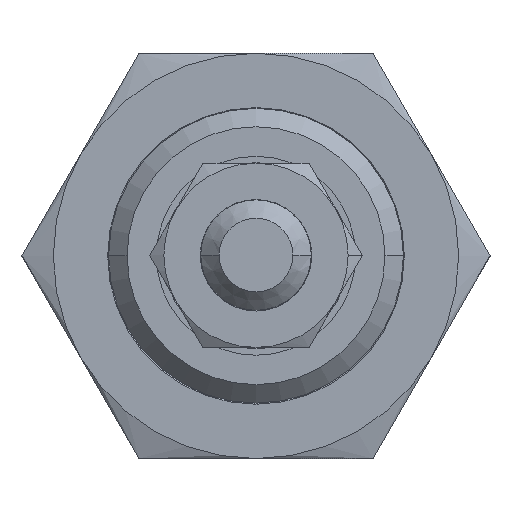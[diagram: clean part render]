
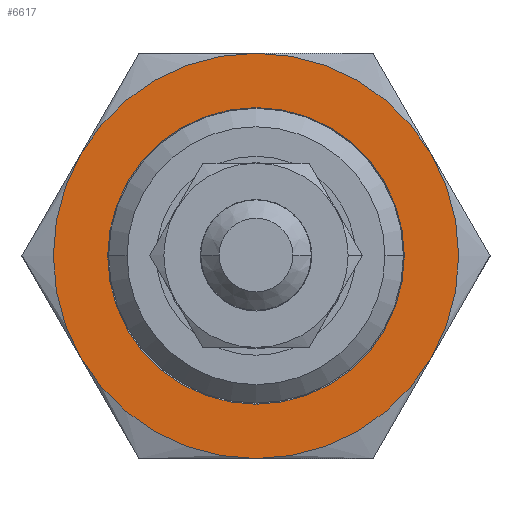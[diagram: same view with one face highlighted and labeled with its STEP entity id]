
A CAD part, top view. The second image highlights one B-rep face of the part: STEP entity #6617.
In plain terms, the highlighted planar face has unit normal (0, 0, 1).
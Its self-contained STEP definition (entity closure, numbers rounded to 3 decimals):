
#195 = CARTESIAN_POINT ( 'NONE',  ( -9.526, -5.5, 464.5 ) ) ;
#315 = CARTESIAN_POINT ( 'NONE',  ( 0., -11., 464.5 ) ) ;
#424 = AXIS2_PLACEMENT_3D ( 'NONE', #3125, #10223, #2118 ) ;
#620 = AXIS2_PLACEMENT_3D ( 'NONE', #11668, #10776, #10603 ) ;
#852 = DIRECTION ( 'NONE',  ( 0.866, 0.5, 0. ) ) ;
#906 = CARTESIAN_POINT ( 'NONE',  ( 0., 0., 464.5 ) ) ;
#1243 = EDGE_CURVE ( 'NONE', #8355, #10642, #8987, .T. ) ;
#1719 = CARTESIAN_POINT ( 'NONE',  ( 9.526, -5.5, 464.5 ) ) ;
#1742 = DIRECTION ( 'NONE',  ( 0.866, 0.5, 0. ) ) ;
#1779 = EDGE_LOOP ( 'NONE', ( #8402, #8858 ) ) ;
#1819 = EDGE_CURVE ( 'NONE', #10464, #8355, #4285, .T. ) ;
#1968 = CARTESIAN_POINT ( 'NONE',  ( 0., 0., 464.5 ) ) ;
#2100 = CARTESIAN_POINT ( 'NONE',  ( 0., 0., 464.5 ) ) ;
#2118 = DIRECTION ( 'NONE',  ( 0.866, 0.5, 0. ) ) ;
#2339 = DIRECTION ( 'NONE',  ( 0., 0., -1. ) ) ;
#2607 = FACE_BOUND ( 'NONE', #1779, .T. ) ;
#2884 = CIRCLE ( 'NONE', #11383, 11. ) ;
#2905 = CIRCLE ( 'NONE', #11025, 8.05 ) ;
#2907 = EDGE_CURVE ( 'NONE', #10688, #4022, #10898, .T. ) ;
#2943 = DIRECTION ( 'NONE',  ( 0., 0., -1. ) ) ;
#2974 = VERTEX_POINT ( 'NONE', #9512 ) ;
#3070 = ORIENTED_EDGE ( 'NONE', *, *, #6101, .F. ) ;
#3125 = CARTESIAN_POINT ( 'NONE',  ( 0., 0., 464.5 ) ) ;
#3824 = AXIS2_PLACEMENT_3D ( 'NONE', #2100, #2943, #5707 ) ;
#3886 = CARTESIAN_POINT ( 'NONE',  ( -9.526, 5.5, 464.5 ) ) ;
#4022 = VERTEX_POINT ( 'NONE', #3886 ) ;
#4285 = CIRCLE ( 'NONE', #9762, 11. ) ;
#4371 = AXIS2_PLACEMENT_3D ( 'NONE', #906, #6345, #852 ) ;
#4527 = CARTESIAN_POINT ( 'NONE',  ( 0., 0., 464.5 ) ) ;
#4630 = VERTEX_POINT ( 'NONE', #10437 ) ;
#4658 = AXIS2_PLACEMENT_3D ( 'NONE', #5827, #2339, #8952 ) ;
#5502 = CIRCLE ( 'NONE', #424, 11. ) ;
#5707 = DIRECTION ( 'NONE',  ( 0.866, 0.5, 0. ) ) ;
#5827 = CARTESIAN_POINT ( 'NONE',  ( 0., 0., 464.5 ) ) ;
#6101 = EDGE_CURVE ( 'NONE', #2974, #10464, #5502, .T. ) ;
#6345 = DIRECTION ( 'NONE',  ( 0., 0., -1. ) ) ;
#6407 = ORIENTED_EDGE ( 'NONE', *, *, #6548, .F. ) ;
#6525 = DIRECTION ( 'NONE',  ( 0.866, 0.5, 0. ) ) ;
#6548 = EDGE_CURVE ( 'NONE', #4022, #2974, #8923, .T. ) ;
#6617 = ADVANCED_FACE ( 'NONE', ( #2607, #7999 ), #8058, .F. ) ;
#6758 = ORIENTED_EDGE ( 'NONE', *, *, #1243, .F. ) ;
#7240 = DIRECTION ( 'NONE',  ( 0., 0., -1. ) ) ;
#7241 = ORIENTED_EDGE ( 'NONE', *, *, #2907, .F. ) ;
#7869 = DIRECTION ( 'NONE',  ( 0.866, 0.5, 0. ) ) ;
#7919 = CARTESIAN_POINT ( 'NONE',  ( 0., 0., 464.5 ) ) ;
#7999 = FACE_OUTER_BOUND ( 'NONE', #10012, .T. ) ;
#8058 = PLANE ( 'NONE',  #620 ) ;
#8071 = DIRECTION ( 'NONE',  ( 0.866, 0.5, 0. ) ) ;
#8134 = VERTEX_POINT ( 'NONE', #10198 ) ;
#8338 = EDGE_CURVE ( 'NONE', #4630, #8134, #8905, .T. ) ;
#8355 = VERTEX_POINT ( 'NONE', #1719 ) ;
#8402 = ORIENTED_EDGE ( 'NONE', *, *, #9704, .T. ) ;
#8858 = ORIENTED_EDGE ( 'NONE', *, *, #8338, .T. ) ;
#8882 = CARTESIAN_POINT ( 'NONE',  ( 9.526, 5.5, 464.5 ) ) ;
#8905 = CIRCLE ( 'NONE', #4371, 8.05 ) ;
#8923 = CIRCLE ( 'NONE', #3824, 11. ) ;
#8952 = DIRECTION ( 'NONE',  ( 0.866, 0.5, 0. ) ) ;
#8987 = CIRCLE ( 'NONE', #11634, 11. ) ;
#9302 = ORIENTED_EDGE ( 'NONE', *, *, #1819, .F. ) ;
#9316 = DIRECTION ( 'NONE',  ( 0., 0., -1. ) ) ;
#9512 = CARTESIAN_POINT ( 'NONE',  ( 0., 11., 464.5 ) ) ;
#9704 = EDGE_CURVE ( 'NONE', #8134, #4630, #2905, .T. ) ;
#9762 = AXIS2_PLACEMENT_3D ( 'NONE', #11026, #9316, #6525 ) ;
#9852 = DIRECTION ( 'NONE',  ( 0., 0., -1. ) ) ;
#10012 = EDGE_LOOP ( 'NONE', ( #9302, #3070, #6407, #7241, #11127, #6758 ) ) ;
#10078 = EDGE_CURVE ( 'NONE', #10642, #10688, #2884, .T. ) ;
#10198 = CARTESIAN_POINT ( 'NONE',  ( -6.972, -4.025, 464.5 ) ) ;
#10223 = DIRECTION ( 'NONE',  ( 0., 0., -1. ) ) ;
#10437 = CARTESIAN_POINT ( 'NONE',  ( 6.972, 4.025, 464.5 ) ) ;
#10464 = VERTEX_POINT ( 'NONE', #8882 ) ;
#10603 = DIRECTION ( 'NONE',  ( 0.866, 0.5, 0. ) ) ;
#10642 = VERTEX_POINT ( 'NONE', #315 ) ;
#10688 = VERTEX_POINT ( 'NONE', #195 ) ;
#10709 = DIRECTION ( 'NONE',  ( 0., 0., -1. ) ) ;
#10776 = DIRECTION ( 'NONE',  ( 0., 0., -1. ) ) ;
#10898 = CIRCLE ( 'NONE', #4658, 11. ) ;
#11025 = AXIS2_PLACEMENT_3D ( 'NONE', #7919, #10709, #7869 ) ;
#11026 = CARTESIAN_POINT ( 'NONE',  ( 0., 0., 464.5 ) ) ;
#11127 = ORIENTED_EDGE ( 'NONE', *, *, #10078, .F. ) ;
#11383 = AXIS2_PLACEMENT_3D ( 'NONE', #1968, #7240, #8071 ) ;
#11634 = AXIS2_PLACEMENT_3D ( 'NONE', #4527, #9852, #1742 ) ;
#11668 = CARTESIAN_POINT ( 'NONE',  ( 0., 0., 464.5 ) ) ;
